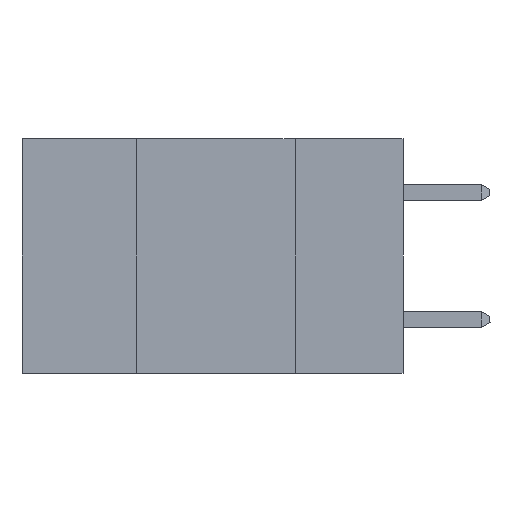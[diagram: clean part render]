
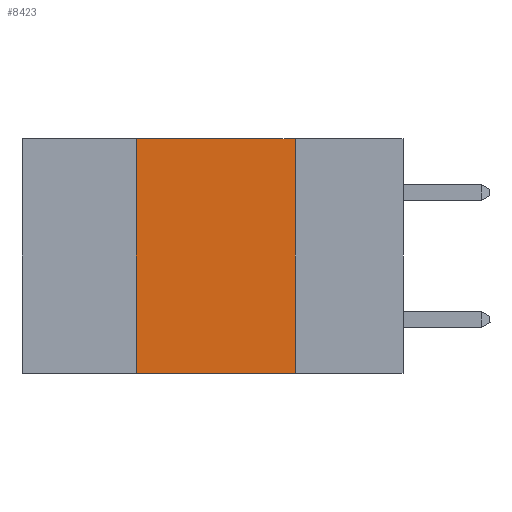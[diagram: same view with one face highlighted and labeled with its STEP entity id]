
A CAD part, left-side view. The second image highlights one B-rep face of the part: STEP entity #8423.
In plain terms, the highlighted planar face has unit normal (-1, 0, 0).
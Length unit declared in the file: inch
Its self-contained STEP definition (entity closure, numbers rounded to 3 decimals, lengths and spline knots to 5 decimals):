
#332 = VERTEX_POINT ( 'NONE', #7529 ) ;
#381 = ORIENTED_EDGE ( 'NONE', *, *, #17199, .F. ) ;
#1447 = VECTOR ( 'NONE', #22960, 39.37008 ) ;
#2591 = LINE ( 'NONE', #9643, #18111 ) ;
#3066 = VECTOR ( 'NONE', #20544, 39.37008 ) ;
#3644 = CARTESIAN_POINT ( 'NONE',  ( 0., 0.17, 0. ) ) ;
#3673 = CARTESIAN_POINT ( 'NONE',  ( 0., 0.42, -0.37 ) ) ;
#5180 = AXIS2_PLACEMENT_3D ( 'NONE', #19395, #19774, #18297 ) ;
#5520 = EDGE_CURVE ( 'NONE', #14430, #7413, #8372, .T. ) ;
#6582 = CARTESIAN_POINT ( 'NONE',  ( 0., 0.42, 0. ) ) ;
#7413 = VERTEX_POINT ( 'NONE', #6582 ) ;
#7529 = CARTESIAN_POINT ( 'NONE',  ( 0., 0.17, 0. ) ) ;
#8372 = LINE ( 'NONE', #24276, #22671 ) ;
#8423 = ADVANCED_FACE ( 'NONE', ( #11838 ), #19318, .F. ) ;
#9643 = CARTESIAN_POINT ( 'NONE',  ( 0., 0.6, -0.37 ) ) ;
#11096 = ORIENTED_EDGE ( 'NONE', *, *, #5520, .F. ) ;
#11298 = EDGE_CURVE ( 'NONE', #332, #21267, #19425, .T. ) ;
#11581 = DIRECTION ( 'NONE',  ( 0., -1., 0. ) ) ;
#11838 = FACE_OUTER_BOUND ( 'NONE', #14950, .T. ) ;
#13132 = ORIENTED_EDGE ( 'NONE', *, *, #11298, .F. ) ;
#14430 = VERTEX_POINT ( 'NONE', #3673 ) ;
#14560 = CARTESIAN_POINT ( 'NONE',  ( 0., 0.6, 0. ) ) ;
#14950 = EDGE_LOOP ( 'NONE', ( #13132, #381, #11096, #19964 ) ) ;
#17199 = EDGE_CURVE ( 'NONE', #7413, #332, #22862, .T. ) ;
#18111 = VECTOR ( 'NONE', #11581, 39.37008 ) ;
#18297 = DIRECTION ( 'NONE',  ( 0., 0., -1. ) ) ;
#19318 = PLANE ( 'NONE',  #5180 ) ;
#19395 = CARTESIAN_POINT ( 'NONE',  ( 0., 0.6, 0. ) ) ;
#19425 = LINE ( 'NONE', #3644, #1447 ) ;
#19774 = DIRECTION ( 'NONE',  ( 1., 0., 0. ) ) ;
#19964 = ORIENTED_EDGE ( 'NONE', *, *, #25209, .T. ) ;
#20544 = DIRECTION ( 'NONE',  ( 0., -1., 0. ) ) ;
#21267 = VERTEX_POINT ( 'NONE', #24777 ) ;
#22671 = VECTOR ( 'NONE', #22679, 39.37008 ) ;
#22679 = DIRECTION ( 'NONE',  ( 0., 0., 1. ) ) ;
#22862 = LINE ( 'NONE', #14560, #3066 ) ;
#22960 = DIRECTION ( 'NONE',  ( 0., 0., -1. ) ) ;
#24276 = CARTESIAN_POINT ( 'NONE',  ( 0., 0.42, 0. ) ) ;
#24777 = CARTESIAN_POINT ( 'NONE',  ( 0., 0.17, -0.37 ) ) ;
#25209 = EDGE_CURVE ( 'NONE', #14430, #21267, #2591, .T. ) ;
